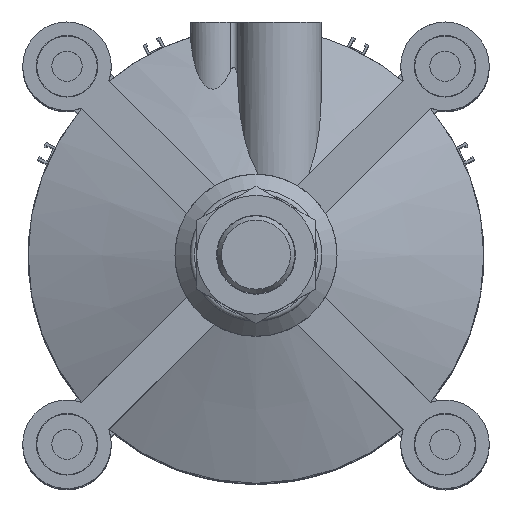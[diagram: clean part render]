
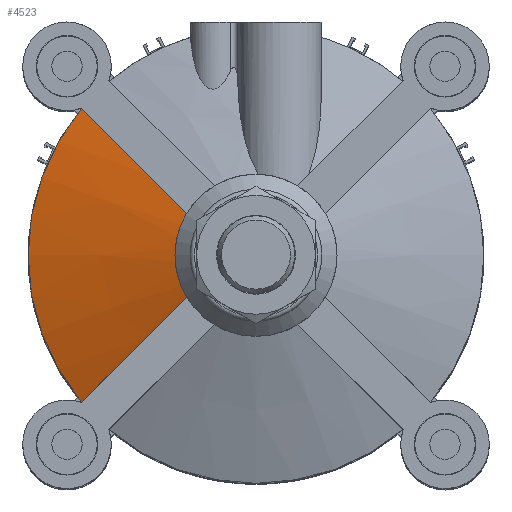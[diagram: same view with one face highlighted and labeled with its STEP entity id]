
A CAD part, top view. The second image highlights one B-rep face of the part: STEP entity #4523.
In plain terms, the highlighted conical face has half-angle 70 degrees and reference radius 71.5 mm.
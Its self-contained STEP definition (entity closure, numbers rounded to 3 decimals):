
#25=(
BOUNDED_CURVE()
B_SPLINE_CURVE(2,(#7277,#7278,#7279),.UNSPECIFIED.,.F.,.F.)
B_SPLINE_CURVE_WITH_KNOTS((3,3),(0.,7.303),.UNSPECIFIED.)
CURVE()
GEOMETRIC_REPRESENTATION_ITEM()
RATIONAL_B_SPLINE_CURVE((1.,1.14,1.))
REPRESENTATION_ITEM('')
);
#26=(
BOUNDED_CURVE()
B_SPLINE_CURVE(2,(#7284,#7285,#7286),.UNSPECIFIED.,.F.,.F.)
B_SPLINE_CURVE_WITH_KNOTS((3,3),(0.,7.303),.UNSPECIFIED.)
CURVE()
GEOMETRIC_REPRESENTATION_ITEM()
RATIONAL_B_SPLINE_CURVE((1.,1.14,1.))
REPRESENTATION_ITEM('')
);
#96=CONICAL_SURFACE('',#4936,71.5,1.222);
#1595=ORIENTED_EDGE('',*,*,#2570,.T.);
#1596=ORIENTED_EDGE('',*,*,#2571,.F.);
#1597=ORIENTED_EDGE('',*,*,#2572,.T.);
#1598=ORIENTED_EDGE('',*,*,#2573,.T.);
#2570=EDGE_CURVE('',#3110,#3111,#25,.T.);
#2571=EDGE_CURVE('',#3112,#3111,#3408,.T.);
#2572=EDGE_CURVE('',#3112,#3113,#26,.T.);
#2573=EDGE_CURVE('',#3113,#3110,#3409,.T.);
#3110=VERTEX_POINT('',#7280);
#3111=VERTEX_POINT('',#7281);
#3112=VERTEX_POINT('',#7283);
#3113=VERTEX_POINT('',#7287);
#3408=CIRCLE('',#4937,37.5);
#3409=CIRCLE('',#4938,105.5);
#3696=EDGE_LOOP('',(#1595,#1596,#1597,#1598));
#4078=FACE_BOUND('',#3696,.T.);
#4523=ADVANCED_FACE('',(#4078),#96,.T.);
#4936=AXIS2_PLACEMENT_3D('',#7276,#5864,#5865);
#4937=AXIS2_PLACEMENT_3D('',#7282,#5866,#5867);
#4938=AXIS2_PLACEMENT_3D('',#7288,#5868,#5869);
#5864=DIRECTION('',(0.,-1.,0.));
#5865=DIRECTION('',(-1.,0.,0.));
#5866=DIRECTION('',(0.,1.,0.));
#5867=DIRECTION('',(-1.,0.,0.));
#5868=DIRECTION('',(0.,1.,0.));
#5869=DIRECTION('',(-1.,0.,0.));
#7276=CARTESIAN_POINT('',(0.,28.375,0.));
#7277=CARTESIAN_POINT('',(-67.964,16.,-80.692));
#7278=CARTESIAN_POINT('',(-32.119,34.383,-44.847));
#7279=CARTESIAN_POINT('',(-19.378,40.75,-32.105));
#7280=CARTESIAN_POINT('',(-67.964,16.,-80.692));
#7281=CARTESIAN_POINT('',(-19.378,40.75,-32.105));
#7282=CARTESIAN_POINT('',(0.,40.75,0.));
#7283=CARTESIAN_POINT('',(19.378,40.75,-32.105));
#7284=CARTESIAN_POINT('',(19.378,40.75,-32.105));
#7285=CARTESIAN_POINT('',(32.119,34.383,-44.847));
#7286=CARTESIAN_POINT('',(67.964,16.,-80.692));
#7287=CARTESIAN_POINT('',(67.964,16.,-80.692));
#7288=CARTESIAN_POINT('',(0.,16.,0.));
